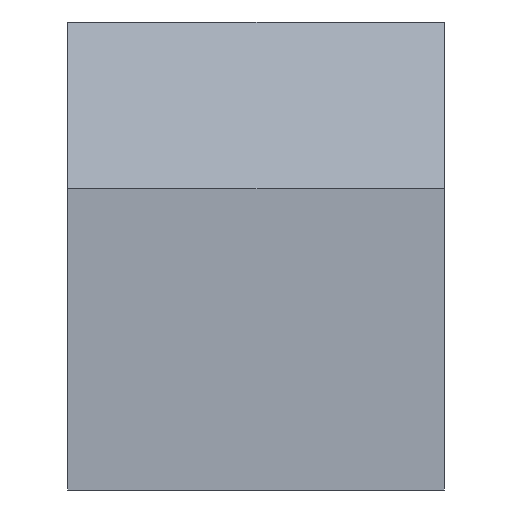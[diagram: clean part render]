
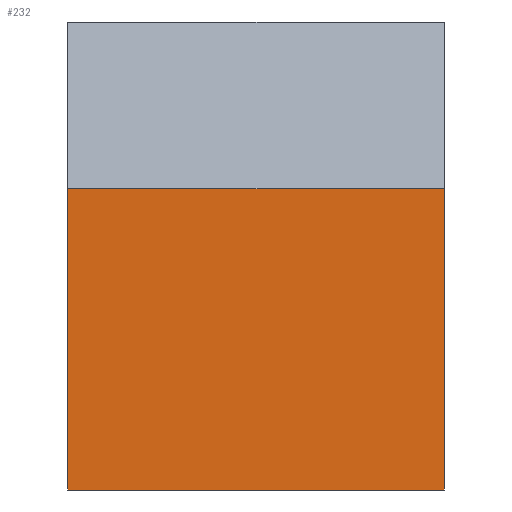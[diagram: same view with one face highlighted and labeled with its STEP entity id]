
A CAD part, left-side view. The second image highlights one B-rep face of the part: STEP entity #232.
In plain terms, the highlighted planar face has unit normal (-1, 0, 0).
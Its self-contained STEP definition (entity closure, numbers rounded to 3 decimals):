
#25=PLANE('',#264);
#37=FACE_OUTER_BOUND('',#53,.T.);
#53=EDGE_LOOP('',(#200,#201,#202,#203));
#59=LINE('',#347,#83);
#77=LINE('',#386,#101);
#78=LINE('',#388,#102);
#79=LINE('',#389,#103);
#83=VECTOR('',#286,10.);
#101=VECTOR('',#320,10.);
#102=VECTOR('',#323,10.);
#103=VECTOR('',#324,10.);
#115=VERTEX_POINT('',#344);
#116=VERTEX_POINT('',#346);
#128=VERTEX_POINT('',#382);
#129=VERTEX_POINT('',#384);
#137=EDGE_CURVE('',#115,#116,#59,.T.);
#157=EDGE_CURVE('',#128,#129,#77,.T.);
#158=EDGE_CURVE('',#115,#128,#78,.T.);
#159=EDGE_CURVE('',#116,#129,#79,.T.);
#200=ORIENTED_EDGE('',*,*,#158,.T.);
#201=ORIENTED_EDGE('',*,*,#157,.T.);
#202=ORIENTED_EDGE('',*,*,#159,.F.);
#203=ORIENTED_EDGE('',*,*,#137,.F.);
#232=ADVANCED_FACE('',(#37),#25,.T.);
#264=AXIS2_PLACEMENT_3D('',#387,#321,#322);
#286=DIRECTION('',(0.,1.,0.));
#320=DIRECTION('',(0.,1.,0.));
#321=DIRECTION('center_axis',(-1.,0.,0.));
#322=DIRECTION('ref_axis',(0.,0.,1.));
#323=DIRECTION('',(0.,0.,1.));
#324=DIRECTION('',(0.,0.,1.));
#344=CARTESIAN_POINT('',(-79.,0.,-64.3));
#346=CARTESIAN_POINT('',(-79.,25.,-64.3));
#347=CARTESIAN_POINT('',(-79.,0.,-64.3));
#382=CARTESIAN_POINT('',(-79.,0.,-44.3));
#384=CARTESIAN_POINT('',(-79.,25.,-44.3));
#386=CARTESIAN_POINT('',(-79.,0.,-44.3));
#387=CARTESIAN_POINT('Origin',(-79.,0.,-64.3));
#388=CARTESIAN_POINT('',(-79.,0.,-64.3));
#389=CARTESIAN_POINT('',(-79.,25.,-64.3));
